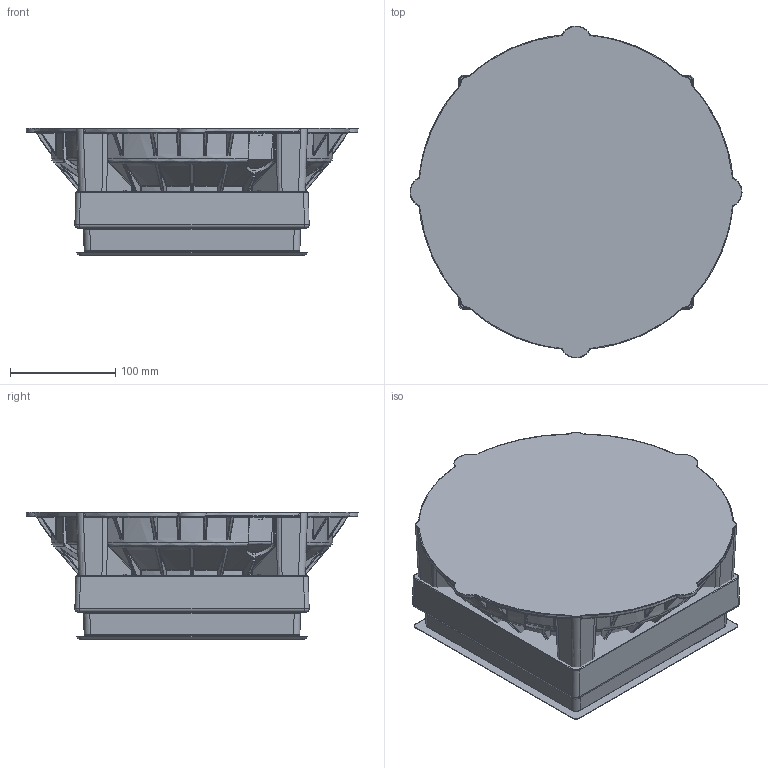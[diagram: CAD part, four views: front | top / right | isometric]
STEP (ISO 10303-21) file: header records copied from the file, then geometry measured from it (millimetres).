
FILE_DESCRIPTION(/* description */ (''),/* implementation_level */ '2;1');
FILE_NAME(/* name */ 'T400950_EGO 220 DO ACCIAIO QUADRO',/* time_stamp */ '2018-02-05T16:30:41+01:00',/* author */ (''),/* organization */ (''),/* preprocessor_version */ 'ST-DEVELOPER v15',/* originating_system */ '',/* authorisation */ '');
FILE_SCHEMA (('CONFIG_CONTROL_DESIGN'));
Products named in the file (1): Document
Bounding box: 315.98 x 315.98 x 121.05 mm (x, y, z)
Volume: 2809238.3 mm3; surface area: 542846.3 mm2
Topology: 6 solids, 9 shells, 2293 faces, 5434 edges, 3080 vertices
Faces by surface type: bspline 1872, plane 421
Entity records: 101604 total; most frequent: CARTESIAN_POINT 72322, ORIENTED_EDGE 10703, EDGE_CURVE 5366, VERTEX_POINT 3074, EDGE_LOOP 2306, ADVANCED_FACE 2273, FACE_OUTER_BOUND 2273, B_SPLINE_CURVE_WITH_KNOTS 1911
